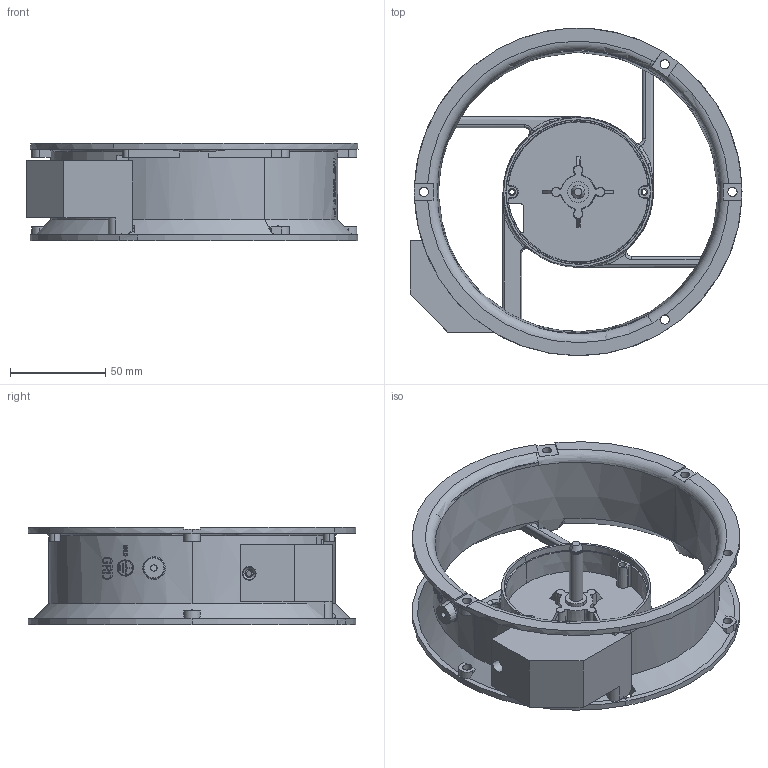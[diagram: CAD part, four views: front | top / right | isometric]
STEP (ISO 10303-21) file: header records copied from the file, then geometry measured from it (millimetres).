
FILE_DESCRIPTION (( 'STEP AP203' ), '1' );
FILE_NAME ('OA172AP_TBXC_m4_frame.stp', '2023-09-28T18:45:51', ( '' ), ( '' ), 'SwSTEP 2.0', 'SolidWorks 2018', '' );
FILE_SCHEMA (( 'CONFIG_CONTROL_DESIGN' ));
Length unit declared in the file: millimetre
Products named in the file (1): OA172AP_TBXC_m4_frame
Bounding box: 174.3 x 172 x 51 mm (x, y, z)
Volume: 137750.1 mm3; surface area: 101415.5 mm2
Topology: 2 solids, 2 shells, 948 faces, 2622 edges, 1713 vertices
Faces by surface type: plane 648, cylinder 153, cone 68, bspline 66, torus 13
Entity records: 41238 total; most frequent: CARTESIAN_POINT 18777, ORIENTED_EDGE 5244, DIRECTION 3853, EDGE_CURVE 2622, VERTEX_POINT 1713, AXIS2_PLACEMENT_3D 1394, VECTOR 1065, LINE 1065
